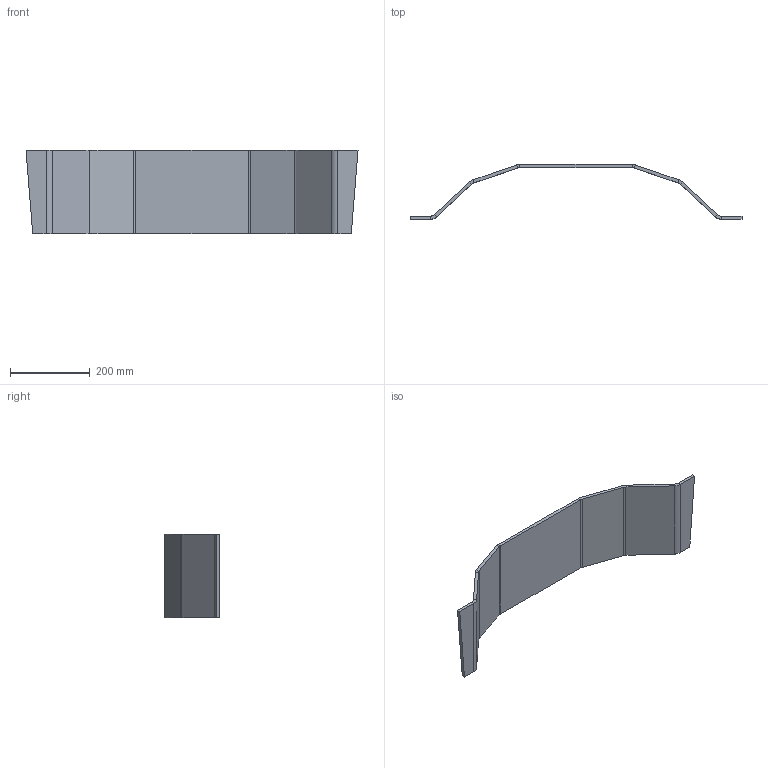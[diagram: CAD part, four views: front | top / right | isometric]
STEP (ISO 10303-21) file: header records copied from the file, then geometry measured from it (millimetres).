
FILE_DESCRIPTION (( 'STEP AP203' ), '1' );
FILE_NAME ('mandUD-Volvo_kutu_volvo p3.IGS_Default_sldprt.STEP', '2023-01-17T11:24:49', ( '' ), ( '' ), 'SwSTEP 2.0', 'SolidWorks 2019', '' );
FILE_SCHEMA (( 'CONFIG_CONTROL_DESIGN' ));
Length unit declared in the file: millimetre
Products named in the file (1): mandUD-Volvo_kutu_volvo p3.IGS_Default_sldprt
Bounding box: 834.53 x 138 x 210 mm (x, y, z)
Volume: 1511265.9 mm3; surface area: 395580.5 mm2
Topology: 1 solids, 1 shells, 54 faces, 108 edges, 56 vertices
Faces by surface type: bspline 54
Entity records: 1457 total; most frequent: CARTESIAN_POINT 687, ORIENTED_EDGE 216, EDGE_CURVE 108, B_SPLINE_CURVE_WITH_KNOTS 102, VERTEX_POINT 56, FACE_OUTER_BOUND 54, EDGE_LOOP 54, ADVANCED_FACE 54
